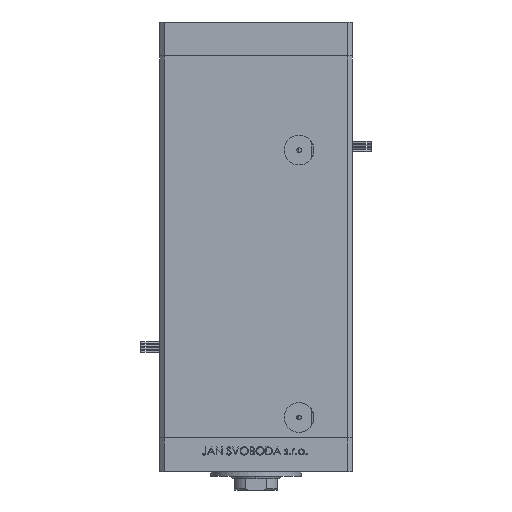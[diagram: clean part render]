
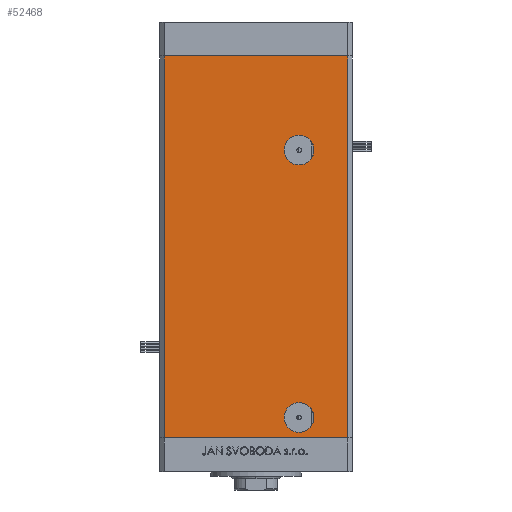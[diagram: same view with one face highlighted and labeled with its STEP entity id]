
A CAD part, front view. The second image highlights one B-rep face of the part: STEP entity #52468.
In plain terms, the highlighted planar face has unit normal (0, -1, 0).
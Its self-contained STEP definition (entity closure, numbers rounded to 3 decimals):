
#23 = CARTESIAN_POINT ( 'NONE',  ( -40.5, -37.5, 168.5 ) ) ;
#421 = AXIS2_PLACEMENT_3D ( 'NONE', #34673, #10958, #23216 ) ;
#1988 = EDGE_CURVE ( 'NONE', #19592, #41698, #10583, .T. ) ;
#2207 = VECTOR ( 'NONE', #6322, 1000. ) ;
#5933 = ORIENTED_EDGE ( 'NONE', *, *, #28239, .F. ) ;
#6322 = DIRECTION ( 'NONE',  ( 0., 0., -1. ) ) ;
#6621 = VERTEX_POINT ( 'NONE', #28078 ) ;
#6683 = CARTESIAN_POINT ( 'NONE',  ( 19., -37.5, 133.58 ) ) ;
#6713 = DIRECTION ( 'NONE',  ( 0., 0., -1. ) ) ;
#8479 = CARTESIAN_POINT ( 'NONE',  ( 40.5, -37.5, 168.5 ) ) ;
#9198 = EDGE_CURVE ( 'NONE', #42029, #19592, #45717, .T. ) ;
#9264 = DIRECTION ( 'NONE',  ( 0., 1., 0. ) ) ;
#10583 = LINE ( 'NONE', #51337, #2207 ) ;
#10861 = CIRCLE ( 'NONE', #17684, 6.58 ) ;
#10958 = DIRECTION ( 'NONE',  ( 0., 1., 0. ) ) ;
#11095 = CARTESIAN_POINT ( 'NONE',  ( 19., -37.5, 15.58 ) ) ;
#11566 = CIRCLE ( 'NONE', #26031, 6.58 ) ;
#12480 = CARTESIAN_POINT ( 'NONE',  ( -40.5, -37.5, 168.5 ) ) ;
#12935 = DIRECTION ( 'NONE',  ( 1., 0., 0. ) ) ;
#12981 = DIRECTION ( 'NONE',  ( 0., 0., 1. ) ) ;
#13714 = ORIENTED_EDGE ( 'NONE', *, *, #33224, .T. ) ;
#14051 = CIRCLE ( 'NONE', #421, 6.58 ) ;
#14972 = ORIENTED_EDGE ( 'NONE', *, *, #1988, .F. ) ;
#15022 = EDGE_LOOP ( 'NONE', ( #21447, #14972, #26546, #13714 ) ) ;
#15508 = ORIENTED_EDGE ( 'NONE', *, *, #46168, .T. ) ;
#15691 = EDGE_CURVE ( 'NONE', #36976, #30417, #24156, .T. ) ;
#16431 = CARTESIAN_POINT ( 'NONE',  ( -40.5, -37.5, 0. ) ) ;
#17219 = ORIENTED_EDGE ( 'NONE', *, *, #15691, .T. ) ;
#17684 = AXIS2_PLACEMENT_3D ( 'NONE', #44381, #36393, #24397 ) ;
#17824 = VECTOR ( 'NONE', #45201, 1000. ) ;
#18934 = CARTESIAN_POINT ( 'NONE',  ( 19., -37.5, 120.42 ) ) ;
#19592 = VERTEX_POINT ( 'NONE', #8479 ) ;
#21259 = CARTESIAN_POINT ( 'NONE',  ( -40.5, -37.5, 168.5 ) ) ;
#21447 = ORIENTED_EDGE ( 'NONE', *, *, #35183, .T. ) ;
#21781 = FACE_OUTER_BOUND ( 'NONE', #15022, .T. ) ;
#22939 = CARTESIAN_POINT ( 'NONE',  ( 19., -37.5, 127. ) ) ;
#23216 = DIRECTION ( 'NONE',  ( 0., 0., -1. ) ) ;
#24156 = CIRCLE ( 'NONE', #36046, 6.58 ) ;
#24397 = DIRECTION ( 'NONE',  ( 0., 0., -1. ) ) ;
#24672 = VECTOR ( 'NONE', #12935, 1000. ) ;
#26031 = AXIS2_PLACEMENT_3D ( 'NONE', #51451, #43490, #6713 ) ;
#26425 = EDGE_LOOP ( 'NONE', ( #45598, #5933 ) ) ;
#26546 = ORIENTED_EDGE ( 'NONE', *, *, #9198, .F. ) ;
#26671 = DIRECTION ( 'NONE',  ( 0., 0., -1. ) ) ;
#28078 = CARTESIAN_POINT ( 'NONE',  ( -40.5, -37.5, 0. ) ) ;
#28239 = EDGE_CURVE ( 'NONE', #47250, #41607, #10861, .T. ) ;
#29498 = FACE_BOUND ( 'NONE', #26425, .T. ) ;
#29777 = VECTOR ( 'NONE', #52716, 1000. ) ;
#30417 = VERTEX_POINT ( 'NONE', #6683 ) ;
#32329 = CARTESIAN_POINT ( 'NONE',  ( 40.5, -37.5, 0. ) ) ;
#33224 = EDGE_CURVE ( 'NONE', #42029, #6621, #36475, .T. ) ;
#34656 = DIRECTION ( 'NONE',  ( 0., 1., 0. ) ) ;
#34673 = CARTESIAN_POINT ( 'NONE',  ( 19., -37.5, 127. ) ) ;
#35183 = EDGE_CURVE ( 'NONE', #6621, #41698, #49200, .T. ) ;
#36046 = AXIS2_PLACEMENT_3D ( 'NONE', #22939, #34656, #26671 ) ;
#36393 = DIRECTION ( 'NONE',  ( 0., -1., 0. ) ) ;
#36475 = LINE ( 'NONE', #12480, #29777 ) ;
#36715 = CARTESIAN_POINT ( 'NONE',  ( 19., -37.5, 2.42 ) ) ;
#36976 = VERTEX_POINT ( 'NONE', #18934 ) ;
#37195 = CARTESIAN_POINT ( 'NONE',  ( -40.5, -37.5, 168.5 ) ) ;
#38027 = FACE_BOUND ( 'NONE', #45429, .T. ) ;
#41607 = VERTEX_POINT ( 'NONE', #36715 ) ;
#41698 = VERTEX_POINT ( 'NONE', #32329 ) ;
#42029 = VERTEX_POINT ( 'NONE', #23 ) ;
#42296 = PLANE ( 'NONE',  #51563 ) ;
#43490 = DIRECTION ( 'NONE',  ( 0., -1., 0. ) ) ;
#44381 = CARTESIAN_POINT ( 'NONE',  ( 19., -37.5, 9. ) ) ;
#45201 = DIRECTION ( 'NONE',  ( 1., 0., 0. ) ) ;
#45429 = EDGE_LOOP ( 'NONE', ( #17219, #15508 ) ) ;
#45598 = ORIENTED_EDGE ( 'NONE', *, *, #51628, .F. ) ;
#45717 = LINE ( 'NONE', #37195, #24672 ) ;
#46168 = EDGE_CURVE ( 'NONE', #30417, #36976, #14051, .T. ) ;
#47250 = VERTEX_POINT ( 'NONE', #11095 ) ;
#49200 = LINE ( 'NONE', #16431, #17824 ) ;
#51337 = CARTESIAN_POINT ( 'NONE',  ( 40.5, -37.5, 168.5 ) ) ;
#51451 = CARTESIAN_POINT ( 'NONE',  ( 19., -37.5, 9. ) ) ;
#51563 = AXIS2_PLACEMENT_3D ( 'NONE', #21259, #9264, #12981 ) ;
#51628 = EDGE_CURVE ( 'NONE', #41607, #47250, #11566, .T. ) ;
#52468 = ADVANCED_FACE ( 'NONE', ( #29498, #21781, #38027 ), #42296, .F. ) ;
#52716 = DIRECTION ( 'NONE',  ( 0., 0., -1. ) ) ;
